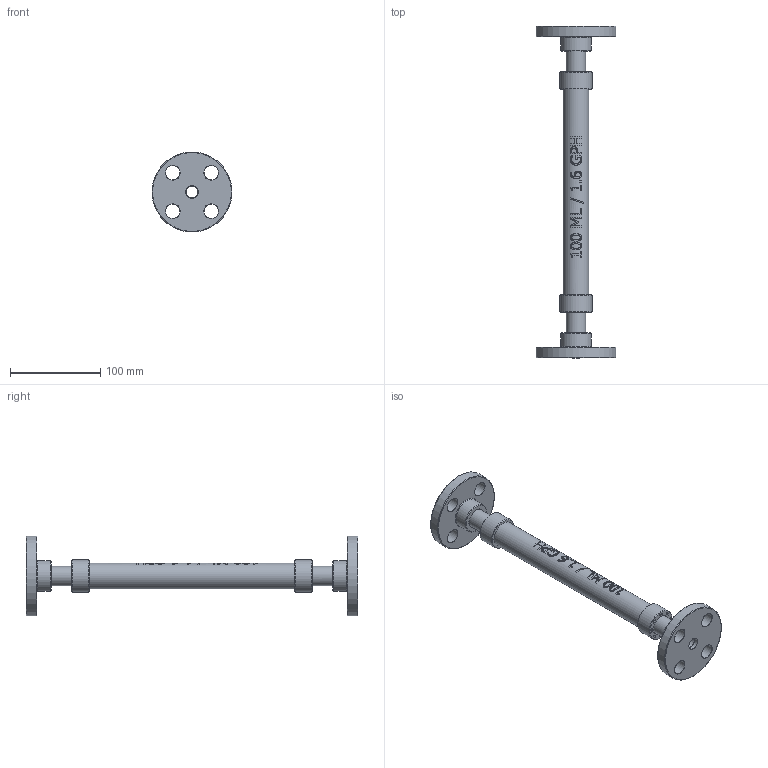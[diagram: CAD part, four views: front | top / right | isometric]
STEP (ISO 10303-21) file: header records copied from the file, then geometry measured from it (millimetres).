
FILE_DESCRIPTION((''),'2;1');
FILE_NAME('PV#2-100-F_R0.ipt.stp','2017-07-11T09:24:55',(''),(''),'Autodesk Inventor 2009','Autodesk Inventor 2009','');
FILE_SCHEMA(('AUTOMOTIVE_DESIGN { 1 0 10303 214 1 1 1 1 }'));
Length unit declared in the file: inch
Products named in the file (1): PV#2-100-F_R0
Bounding box: 88.56 x 368.3 x 88.56 mm (x, y, z)
Volume: 215272.4 mm3; surface area: 100734.8 mm2
Topology: 3 solids, 3 shells, 323 faces, 787 edges, 514 vertices
Faces by surface type: bspline 123, plane 110, cylinder 34, cone 30, torus 26
Full cylindrical faces by diameter (mm): 13.36 x2, 16.002 x8, 25.527 x1, 28.575 x1, 33.541 x2, 35.56 x2, 88.9 x2
Entity records: 37402 total; most frequent: CARTESIAN_POINT 30566, ORIENTED_EDGE 1426, DIRECTION 1092, EDGE_CURVE 713, VERTEX_POINT 506, EDGE_LOOP 455, AXIS2_PLACEMENT_3D 423, FACE_OUTER_BOUND 323
